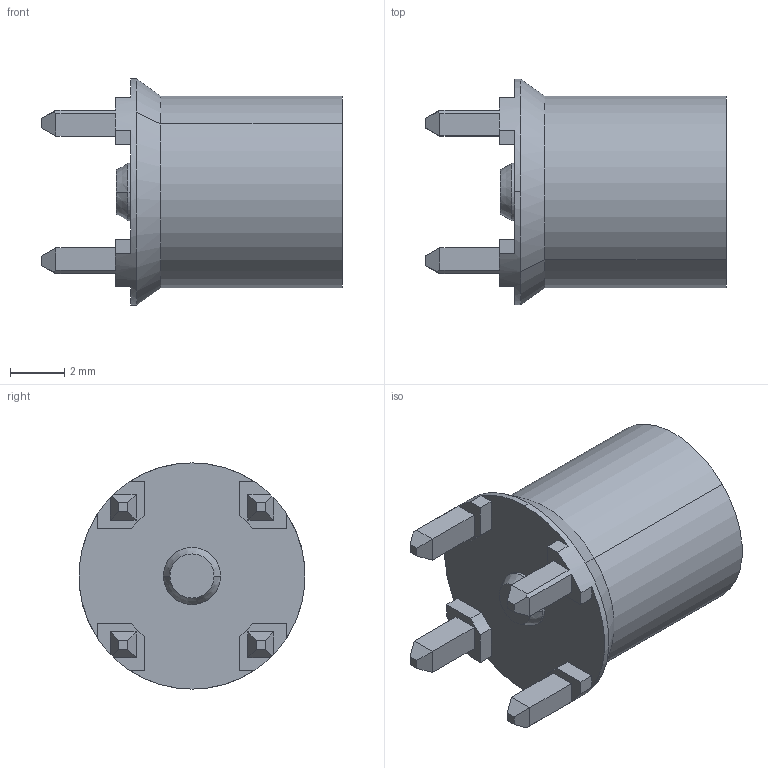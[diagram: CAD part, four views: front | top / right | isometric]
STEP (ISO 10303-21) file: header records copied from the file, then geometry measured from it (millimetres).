
FILE_DESCRIPTION((''),'2;1');
FILE_NAME('920-265J-51P_SW0001','2020-01-14T',('Kaviyarasan'),(''),'CREO PARAMETRIC BY PTC INC, 2018360','CREO PARAMETRIC BY PTC INC, 2018360','');
FILE_SCHEMA(('CONFIG_CONTROL_DESIGN'));
Length unit declared in the file: millimetre
Products named in the file (1): 920-265J-51P_SW0001
Bounding box: 11.08 x 8.34 x 8.35 mm (x, y, z)
Volume: 236 mm3; surface area: 432 mm2
Topology: 1 solids, 1 shells, 97 faces, 244 edges, 153 vertices
Faces by surface type: plane 63, cylinder 22, cone 12
Entity records: 2902 total; most frequent: CARTESIAN_POINT 512, DIRECTION 492, ORIENTED_EDGE 484, EDGE_CURVE 242, VECTOR 170, LINE 170, AXIS2_PLACEMENT_3D 161, VERTEX_POINT 153
